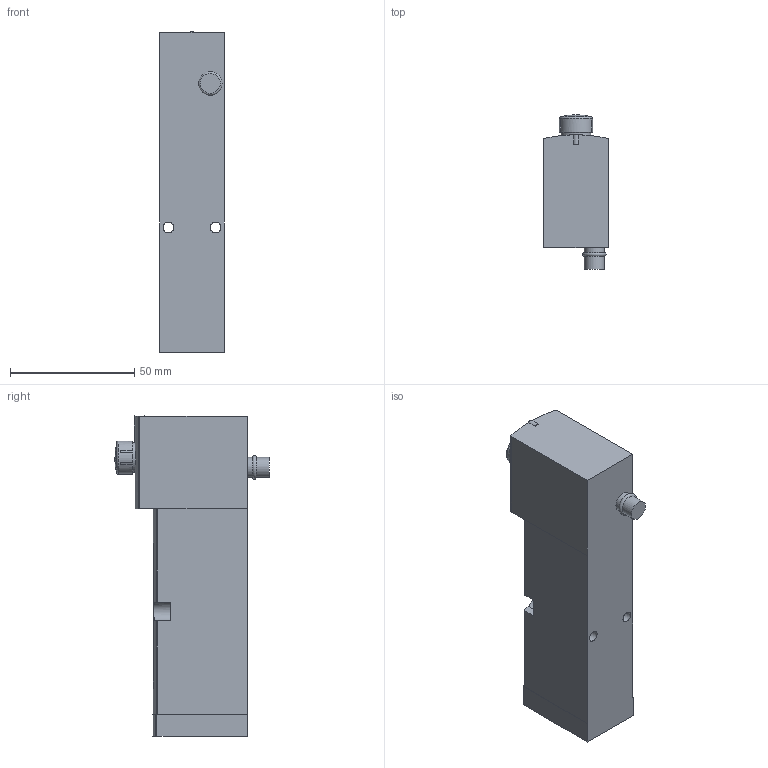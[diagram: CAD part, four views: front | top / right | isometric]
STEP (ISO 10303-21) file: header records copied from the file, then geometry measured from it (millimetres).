
FILE_DESCRIPTION(/* description */ ('STEP AP214'),/* implementation_level */ '2;1');
FILE_NAME(/* name */ '8033068_VSVA-B-M52-MZ-A1-1T1L',/* time_stamp */ '2024-09-17T07:28:49+02:00',/* author */ ('License CC BY-ND 4.0'),/* organization */ ('CADENAS'),/* preprocessor_version */ 'ST-DEVELOPER v19.3',/* originating_system */ 'PARTsolutions',/* authorisation */ ' ');
FILE_SCHEMA (('AUTOMOTIVE_DESIGN {1 0 10303 214 3 1 1}'));
Length unit declared in the file: millimetre
Products named in the file (3): 8033068 VSVA-B-M52-MZ-A1-1T1L; 8033068 VSVA-B-M52-MZ-A1-1T1L---(part); 541011 VAMC-S6-CS
Assembly tree (2 placements, depth 2):
  8033068 VSVA-B-M52-MZ-A1-1T1L
    8033068 VSVA-B-M52-MZ-A1-1T1L---(part)
    541011 VAMC-S6-CS
Bounding box: 26.2 x 62.2 x 129.18 mm (x, y, z)
Volume: 131137.5 mm3; surface area: 21255.6 mm2
Topology: 2 solids, 2 shells, 129 faces, 356 edges, 234 vertices
Faces by surface type: plane 68, cylinder 48, cone 6, torus 5, sphere 2
Full cylindrical faces by diameter (mm): 4.3 x2, 8 x2, 11.8 x1, 12 x1, 13.4 x1
Entity records: 5086 total; most frequent: CARTESIAN_POINT 870, ORIENTED_EDGE 678, DIRECTION 675, EDGE_CURVE 339, AXIS2_PLACEMENT_3D 248, VERTEX_POINT 229, LINE 179, VECTOR 179
